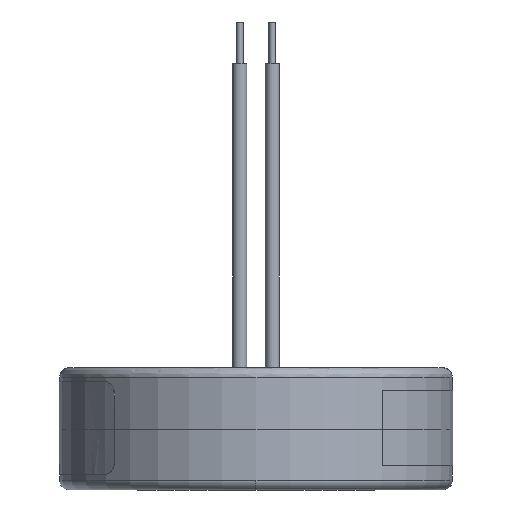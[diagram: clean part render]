
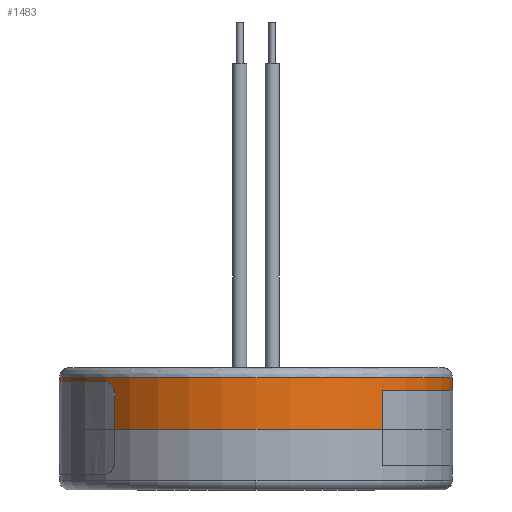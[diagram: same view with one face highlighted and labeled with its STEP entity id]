
A CAD part, front view. The second image highlights one B-rep face of the part: STEP entity #1483.
In plain terms, the highlighted cylindrical face has radius 45.212 mm (diameter 90.424 mm), a partial arc.
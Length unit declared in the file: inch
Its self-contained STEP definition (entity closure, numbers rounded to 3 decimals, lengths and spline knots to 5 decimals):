
#249 = VERTEX_POINT ( 'NONE', #688 ) ;
#283 = AXIS2_PLACEMENT_3D ( 'NONE', #1543, #5775, #565 ) ;
#565 = DIRECTION ( 'NONE',  ( -1., 0., 0. ) ) ;
#598 = ORIENTED_EDGE ( 'NONE', *, *, #5501, .F. ) ;
#639 = LINE ( 'NONE', #666, #5558 ) ;
#666 = CARTESIAN_POINT ( 'NONE',  ( -1.78, 0., 0.312 ) ) ;
#688 = CARTESIAN_POINT ( 'NONE',  ( 1.78, 0., 0.46445 ) ) ;
#799 = CARTESIAN_POINT ( 'NONE',  ( 1.78, 0., -0.005 ) ) ;
#935 = CARTESIAN_POINT ( 'NONE',  ( -1.78, 0., -0.005 ) ) ;
#1036 = AXIS2_PLACEMENT_3D ( 'NONE', #5543, #4136, #6099 ) ;
#1061 = ORIENTED_EDGE ( 'NONE', *, *, #2597, .T. ) ;
#1084 = DIRECTION ( 'NONE',  ( 0., 0., -1. ) ) ;
#1384 = EDGE_CURVE ( 'NONE', #5594, #3119, #639, .T. ) ;
#1483 = ADVANCED_FACE ( 'NONE', ( #4849 ), #6023, .T. ) ;
#1543 = CARTESIAN_POINT ( 'NONE',  ( 0., 0., 0.46445 ) ) ;
#1617 = DIRECTION ( 'NONE',  ( 0., 0., -1. ) ) ;
#1963 = EDGE_CURVE ( 'NONE', #2998, #3119, #2952, .T. ) ;
#2221 = ORIENTED_EDGE ( 'NONE', *, *, #1963, .F. ) ;
#2427 = ORIENTED_EDGE ( 'NONE', *, *, #1384, .T. ) ;
#2444 = CARTESIAN_POINT ( 'NONE',  ( 0., 0., -0.005 ) ) ;
#2456 = DIRECTION ( 'NONE',  ( 0., 0., -1. ) ) ;
#2597 = EDGE_CURVE ( 'NONE', #249, #5594, #3683, .T. ) ;
#2952 = CIRCLE ( 'NONE', #3491, 1.78 ) ;
#2973 = DIRECTION ( 'NONE',  ( -1., 0., 0. ) ) ;
#2998 = VERTEX_POINT ( 'NONE', #799 ) ;
#3119 = VERTEX_POINT ( 'NONE', #935 ) ;
#3491 = AXIS2_PLACEMENT_3D ( 'NONE', #2444, #2456, #2973 ) ;
#3681 = LINE ( 'NONE', #3936, #4825 ) ;
#3683 = CIRCLE ( 'NONE', #283, 1.78 ) ;
#3936 = CARTESIAN_POINT ( 'NONE',  ( 1.78, 0., 0.312 ) ) ;
#4136 = DIRECTION ( 'NONE',  ( 0., 0., -1. ) ) ;
#4825 = VECTOR ( 'NONE', #1084, 39.37008 ) ;
#4849 = FACE_OUTER_BOUND ( 'NONE', #5710, .T. ) ;
#5501 = EDGE_CURVE ( 'NONE', #249, #2998, #3681, .T. ) ;
#5543 = CARTESIAN_POINT ( 'NONE',  ( 0., 0., 0.312 ) ) ;
#5558 = VECTOR ( 'NONE', #1617, 39.37008 ) ;
#5594 = VERTEX_POINT ( 'NONE', #5872 ) ;
#5710 = EDGE_LOOP ( 'NONE', ( #598, #1061, #2427, #2221 ) ) ;
#5775 = DIRECTION ( 'NONE',  ( 0., 0., -1. ) ) ;
#5872 = CARTESIAN_POINT ( 'NONE',  ( -1.78, 0., 0.46445 ) ) ;
#6023 = CYLINDRICAL_SURFACE ( 'NONE', #1036, 1.78 ) ;
#6099 = DIRECTION ( 'NONE',  ( -1., 0., 0. ) ) ;
